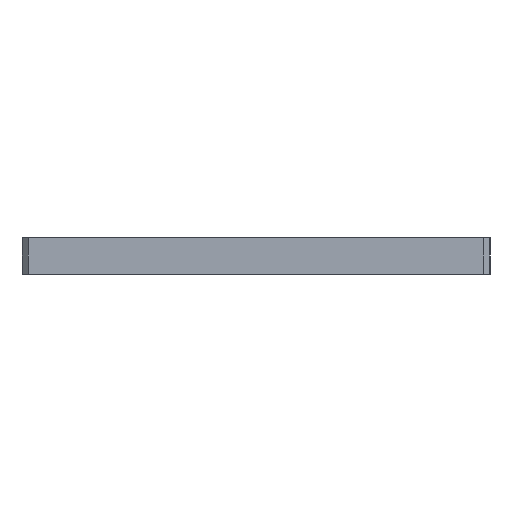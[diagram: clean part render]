
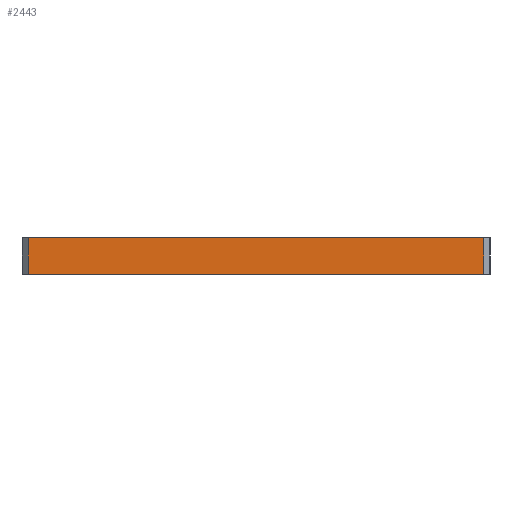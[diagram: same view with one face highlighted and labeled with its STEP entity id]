
A CAD part, front view. The second image highlights one B-rep face of the part: STEP entity #2443.
In plain terms, the highlighted face is planar.
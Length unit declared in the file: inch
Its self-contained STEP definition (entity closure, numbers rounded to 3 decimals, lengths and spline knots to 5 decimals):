
#357=LINE('',#5989,#440);
#376=LINE('',#6079,#459);
#382=LINE('',#6113,#465);
#383=LINE('',#6115,#466);
#440=VECTOR('',#2705,0.3937);
#459=VECTOR('',#2784,0.3937);
#465=VECTOR('',#2822,0.3937);
#466=VECTOR('',#2825,0.3937);
#665=FACE_OUTER_BOUND('',#836,.T.);
#836=EDGE_LOOP('',(#2174,#2175,#2176,#2177));
#1126=VERTEX_POINT('',#5986);
#1127=VERTEX_POINT('',#5988);
#1167=VERTEX_POINT('',#6076);
#1168=VERTEX_POINT('',#6078);
#1463=EDGE_CURVE('',#1126,#1127,#357,.T.);
#1507=EDGE_CURVE('',#1167,#1168,#376,.T.);
#1525=EDGE_CURVE('',#1168,#1126,#382,.T.);
#1526=EDGE_CURVE('',#1127,#1167,#383,.T.);
#2174=ORIENTED_EDGE('',*,*,#1525,.F.);
#2175=ORIENTED_EDGE('',*,*,#1507,.F.);
#2176=ORIENTED_EDGE('',*,*,#1526,.F.);
#2177=ORIENTED_EDGE('',*,*,#1463,.F.);
#2329=PLANE('',#2570);
#2443=ADVANCED_FACE('',(#665),#2329,.T.);
#2570=AXIS2_PLACEMENT_3D('',#6114,#2823,#2824);
#2705=DIRECTION('',(0.,0.,1.));
#2784=DIRECTION('',(0.,0.,-1.));
#2822=DIRECTION('',(0.,1.,0.));
#2823=DIRECTION('center_axis',(-1.,0.,0.));
#2824=DIRECTION('ref_axis',(0.,0.,-1.));
#2825=DIRECTION('',(0.,-1.,0.));
#5986=CARTESIAN_POINT('',(-5.,0.00787,-3.62293));
#5988=CARTESIAN_POINT('',(-5.,0.00787,3.62293));
#5989=CARTESIAN_POINT('',(-5.,0.00787,-3.725));
#6076=CARTESIAN_POINT('',(-5.,-0.56713,3.62293));
#6078=CARTESIAN_POINT('',(-5.,-0.56713,-3.62293));
#6079=CARTESIAN_POINT('',(-5.,-0.56713,-3.725));
#6113=CARTESIAN_POINT('',(-5.,0.00787,-3.62293));
#6114=CARTESIAN_POINT('Origin',(-5.,0.00787,3.725));
#6115=CARTESIAN_POINT('',(-5.,0.00787,3.62293));
